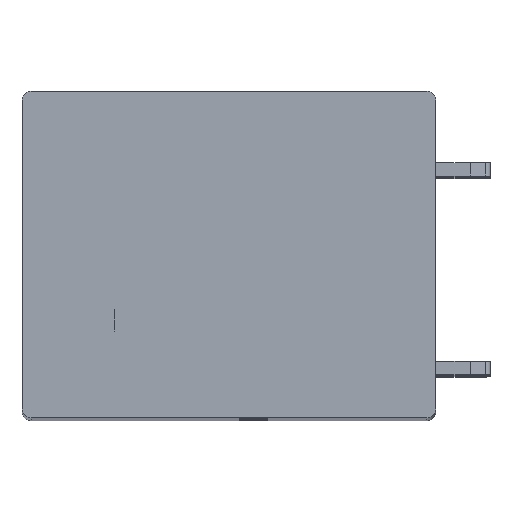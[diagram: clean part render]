
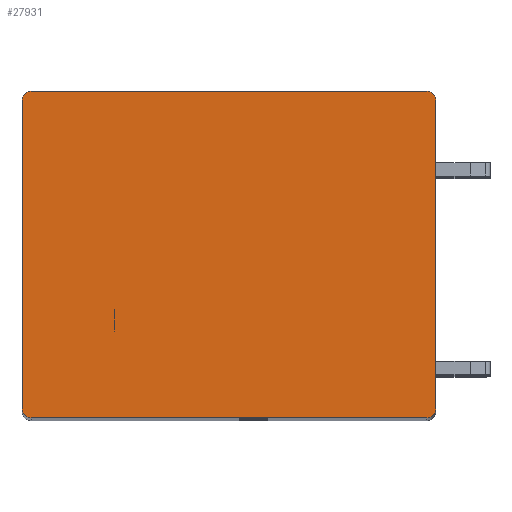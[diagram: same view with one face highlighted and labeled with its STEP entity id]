
A CAD part, top view. The second image highlights one B-rep face of the part: STEP entity #27931.
In plain terms, the highlighted planar face has unit normal (0, 0, 1).
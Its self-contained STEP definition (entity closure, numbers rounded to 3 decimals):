
#10449=CARTESIAN_POINT('',(-13.8,9.,115.));
#10450=DIRECTION('',(0.,0.,1.));
#10451=DIRECTION('',(0.,1.,0.));
#10452=AXIS2_PLACEMENT_3D('',#10449,#10450,#10451);
#10454=DIRECTION('',(-1.,0.,0.));
#10455=VECTOR('',#10454,29.9);
#10456=CARTESIAN_POINT('',(16.1,9.7,115.));
#10457=LINE('',#10456,#10455);
#10458=CARTESIAN_POINT('',(16.1,9.,115.));
#10459=DIRECTION('',(0.,0.,1.));
#10460=DIRECTION('',(1.,0.,0.));
#10461=AXIS2_PLACEMENT_3D('',#10458,#10459,#10460);
#10463=DIRECTION('',(0.,1.,0.));
#10464=VECTOR('',#10463,23.3);
#10465=CARTESIAN_POINT('',(16.8,-14.3,115.));
#10466=LINE('',#10465,#10464);
#10467=CARTESIAN_POINT('',(16.1,-14.3,115.));
#10468=DIRECTION('',(0.,0.,1.));
#10469=DIRECTION('',(0.,-1.,0.));
#10470=AXIS2_PLACEMENT_3D('',#10467,#10468,#10469);
#10472=DIRECTION('',(1.,0.,0.));
#10473=VECTOR('',#10472,29.9);
#10474=CARTESIAN_POINT('',(-13.8,-15.,115.));
#10475=LINE('',#10474,#10473);
#10476=CARTESIAN_POINT('',(-13.8,-14.3,115.));
#10477=DIRECTION('',(0.,0.,1.));
#10478=DIRECTION('',(-1.,0.,0.));
#10479=AXIS2_PLACEMENT_3D('',#10476,#10477,#10478);
#10481=DIRECTION('',(0.,-1.,0.));
#10482=VECTOR('',#10481,23.3);
#10483=CARTESIAN_POINT('',(-14.5,9.,115.));
#10484=LINE('',#10483,#10482);
#11789=CARTESIAN_POINT('',(-13.8,9.7,115.));
#11790=VERTEX_POINT('',#11789);
#11791=CARTESIAN_POINT('',(-14.5,9.,115.));
#11792=VERTEX_POINT('',#11791);
#11797=CARTESIAN_POINT('',(16.8,9.,115.));
#11798=VERTEX_POINT('',#11797);
#11799=CARTESIAN_POINT('',(16.1,9.7,115.));
#11800=VERTEX_POINT('',#11799);
#11805=CARTESIAN_POINT('',(-14.5,-14.3,115.));
#11806=VERTEX_POINT('',#11805);
#11807=CARTESIAN_POINT('',(-13.8,-15.,115.));
#11808=VERTEX_POINT('',#11807);
#11813=CARTESIAN_POINT('',(16.1,-15.,115.));
#11814=VERTEX_POINT('',#11813);
#11815=CARTESIAN_POINT('',(16.8,-14.3,115.));
#11816=VERTEX_POINT('',#11815);
#27916=CARTESIAN_POINT('',(0.,0.,115.));
#27917=DIRECTION('',(0.,0.,1.));
#27918=DIRECTION('',(1.,0.,0.));
#27919=AXIS2_PLACEMENT_3D('',#27916,#27917,#27918);
#27920=PLANE('',#27919);
#27921=ORIENTED_EDGE('',*,*,#13412,.F.);
#27922=ORIENTED_EDGE('',*,*,#13428,.F.);
#27923=ORIENTED_EDGE('',*,*,#13441,.F.);
#27924=ORIENTED_EDGE('',*,*,#13456,.F.);
#27925=ORIENTED_EDGE('',*,*,#21533,.F.);
#27926=ORIENTED_EDGE('',*,*,#21546,.F.);
#27927=ORIENTED_EDGE('',*,*,#22497,.F.);
#27928=ORIENTED_EDGE('',*,*,#22509,.F.);
#27929=EDGE_LOOP('',(#27921,#27922,#27923,#27924,#27925,#27926,#27927,#27928));
#27930=FACE_OUTER_BOUND('',#27929,.F.);
#10453=CIRCLE('',#10452,0.7);
#10462=CIRCLE('',#10461,0.7);
#10471=CIRCLE('',#10470,0.7);
#10480=CIRCLE('',#10479,0.7);
#13412=EDGE_CURVE('',#11790,#11792,#10453,.T.);
#13428=EDGE_CURVE('',#11800,#11790,#10457,.T.);
#13441=EDGE_CURVE('',#11798,#11800,#10462,.T.);
#13456=EDGE_CURVE('',#11816,#11798,#10466,.T.);
#21533=EDGE_CURVE('',#11814,#11816,#10471,.T.);
#21546=EDGE_CURVE('',#11808,#11814,#10475,.T.);
#22497=EDGE_CURVE('',#11806,#11808,#10480,.T.);
#22509=EDGE_CURVE('',#11792,#11806,#10484,.T.);
#27931=ADVANCED_FACE('',(#27930),#27920,.T.);
